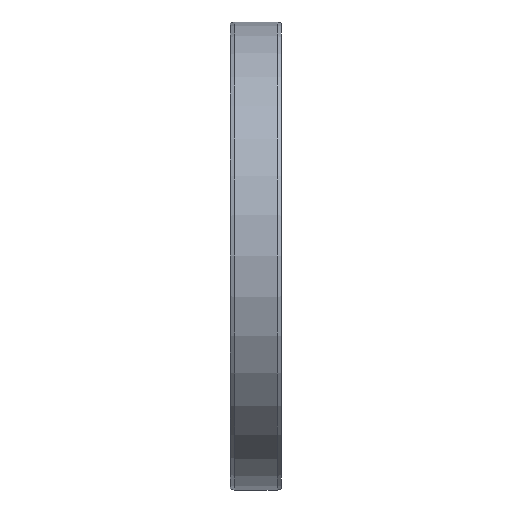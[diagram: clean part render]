
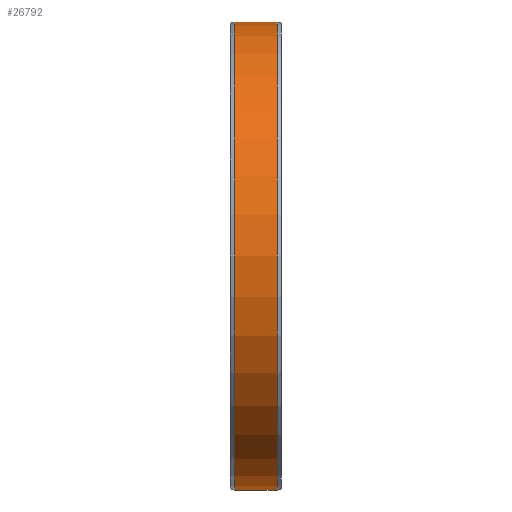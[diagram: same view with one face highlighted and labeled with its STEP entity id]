
A CAD part, left-side view. The second image highlights one B-rep face of the part: STEP entity #26792.
In plain terms, the highlighted cylindrical face has radius 55 mm (diameter 110 mm), a partial arc.
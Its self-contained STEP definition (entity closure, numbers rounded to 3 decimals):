
#25911=CARTESIAN_POINT('',(0.,5.,0.));
#25912=DIRECTION('',(0.,1.,0.));
#25913=DIRECTION('',(0.,0.,-1.));
#25914=AXIS2_PLACEMENT_3D('',#25911,#25912,#25913);
#25941=DIRECTION('',(0.,1.,0.));
#25942=VECTOR('',#25941,10.);
#25943=CARTESIAN_POINT('',(0.,-5.,-55.));
#25944=LINE('',#25943,#25942);
#25956=DIRECTION('',(0.,1.,0.));
#25957=VECTOR('',#25956,10.);
#25958=CARTESIAN_POINT('',(0.,-5.,55.));
#25959=LINE('',#25958,#25957);
#25963=CARTESIAN_POINT('',(0.,-5.,0.));
#25964=DIRECTION('',(0.,1.,0.));
#25965=DIRECTION('',(0.,0.,-1.));
#25966=AXIS2_PLACEMENT_3D('',#25963,#25964,#25965);
#26394=CARTESIAN_POINT('',(0.,-5.,-55.));
#26396=VERTEX_POINT('',#26394);
#26397=CARTESIAN_POINT('',(0.,5.,-55.));
#26398=VERTEX_POINT('',#26397);
#26412=CARTESIAN_POINT('',(0.,-5.,55.));
#26414=VERTEX_POINT('',#26412);
#26415=CARTESIAN_POINT('',(0.,5.,55.));
#26416=VERTEX_POINT('',#26415);
#26781=CARTESIAN_POINT('',(0.,-6.6,0.));
#26782=DIRECTION('',(0.,1.,0.));
#26783=DIRECTION('',(0.,0.,-1.));
#26784=AXIS2_PLACEMENT_3D('',#26781,#26782,#26783);
#26785=CYLINDRICAL_SURFACE('',#26784,55.);
#26786=ORIENTED_EDGE('',*,*,#26772,.T.);
#26787=ORIENTED_EDGE('',*,*,#26749,.T.);
#26788=ORIENTED_EDGE('',*,*,#26775,.F.);
#26789=ORIENTED_EDGE('',*,*,#26467,.F.);
#26790=EDGE_LOOP('',(#26786,#26787,#26788,#26789));
#26791=FACE_OUTER_BOUND('',#26790,.F.);
#25915=CIRCLE('',#25914,55.);
#25967=CIRCLE('',#25966,55.);
#26467=EDGE_CURVE('',#26396,#26414,#25967,.T.);
#26749=EDGE_CURVE('',#26398,#26416,#25915,.T.);
#26772=EDGE_CURVE('',#26396,#26398,#25944,.T.);
#26775=EDGE_CURVE('',#26414,#26416,#25959,.T.);
#26792=ADVANCED_FACE('',(#26791),#26785,.T.);
